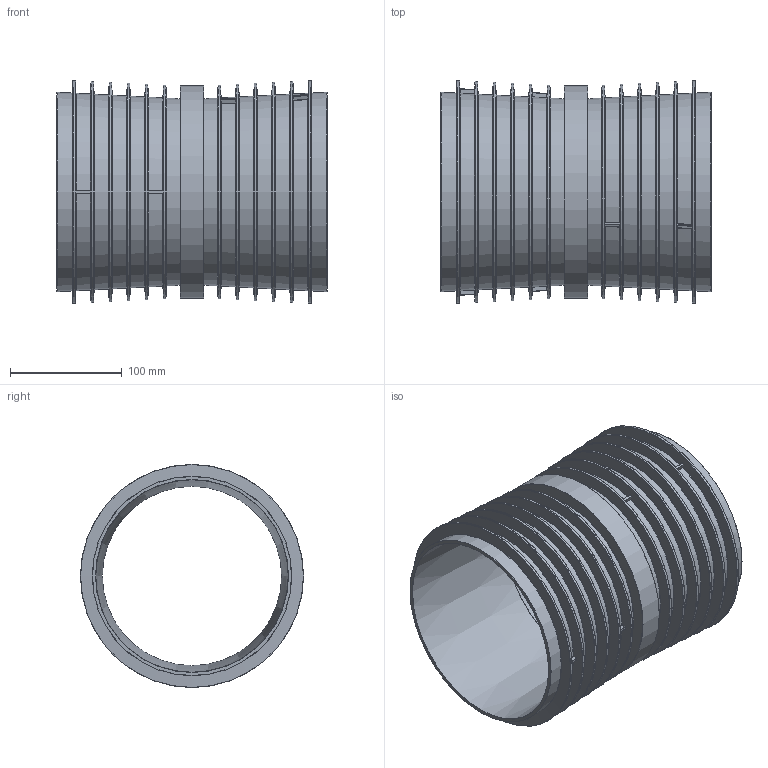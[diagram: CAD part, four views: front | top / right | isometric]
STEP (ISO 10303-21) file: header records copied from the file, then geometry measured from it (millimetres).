
FILE_DESCRIPTION(/* description */ (''),/* implementation_level */ '2;1');
FILE_NAME(/* name */ '822910z.stp',/* time_stamp */ '2023-10-11T11:30:17+02:00',/* author */ ('corinna'),/* organization */ (''),/* preprocessor_version */ 'ST-DEVELOPER v20',/* originating_system */ 'Autodesk Inventor 2024',/* authorisation */ '');
FILE_SCHEMA (('AUTOMOTIVE_DESIGN { 1 0 10303 214 3 1 1 }'));
Length unit declared in the file: millimetre
Products named in the file (1): 822910z
Bounding box: 242 x 199.78 x 199.78 mm (x, y, z)
Volume: 700000.8 mm3; surface area: 435298.5 mm2
Topology: 1 solids, 1 shells, 284 faces, 706 edges, 429 vertices
Faces by surface type: bspline 80, torus 68, cone 56, sphere 32, plane 30, cylinder 18
Full cylindrical faces by diameter (mm): 174.3 x1, 190.3 x1
Entity records: 10392 total; most frequent: CARTESIAN_POINT 3940, ORIENTED_EDGE 1412, DIRECTION 1316, EDGE_CURVE 706, AXIS2_PLACEMENT_3D 617, VERTEX_POINT 428, CIRCLE 412, EDGE_LOOP 290
